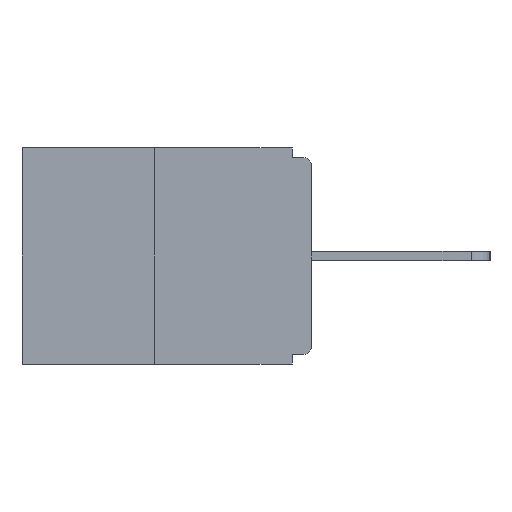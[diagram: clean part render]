
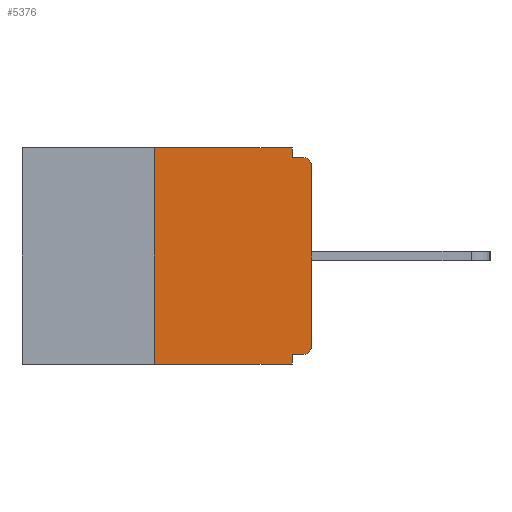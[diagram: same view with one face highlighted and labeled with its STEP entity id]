
A CAD part, left-side view. The second image highlights one B-rep face of the part: STEP entity #5376.
In plain terms, the highlighted planar face has unit normal (-1, 0, 0).
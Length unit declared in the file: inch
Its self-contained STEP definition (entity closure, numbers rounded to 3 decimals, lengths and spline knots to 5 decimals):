
#297 = DIRECTION ( 'NONE',  ( 0., 1., 0. ) ) ;
#1194 = VERTEX_POINT ( 'NONE', #3653 ) ;
#1258 = CARTESIAN_POINT ( 'NONE',  ( 0., 0.46, 0. ) ) ;
#1355 = DIRECTION ( 'NONE',  ( 0., 0., -1. ) ) ;
#1819 = DIRECTION ( 'NONE',  ( 0., 0., -1. ) ) ;
#2031 = EDGE_CURVE ( 'NONE', #15411, #5491, #3583, .T. ) ;
#2121 = CARTESIAN_POINT ( 'NONE',  ( 0., 0.46, 0. ) ) ;
#2606 = CARTESIAN_POINT ( 'NONE',  ( 0., 0., -0.03 ) ) ;
#2816 = VECTOR ( 'NONE', #16947, 39.37008 ) ;
#2884 = EDGE_CURVE ( 'NONE', #5491, #1194, #15544, .T. ) ;
#3112 = LINE ( 'NONE', #16627, #16489 ) ;
#3263 = CARTESIAN_POINT ( 'NONE',  ( 0., 0.25, -0.343 ) ) ;
#3583 = LINE ( 'NONE', #18416, #13634 ) ;
#3653 = CARTESIAN_POINT ( 'NONE',  ( 0., 0.031, -0.343 ) ) ;
#3798 = VERTEX_POINT ( 'NONE', #3263 ) ;
#3929 = DIRECTION ( 'NONE',  ( 0., 0., 1. ) ) ;
#4123 = AXIS2_PLACEMENT_3D ( 'NONE', #6717, #13082, #14671 ) ;
#4522 = ORIENTED_EDGE ( 'NONE', *, *, #11800, .F. ) ;
#4564 = VECTOR ( 'NONE', #3929, 39.37008 ) ;
#4673 = AXIS2_PLACEMENT_3D ( 'NONE', #1258, #17980, #1355 ) ;
#4904 = LINE ( 'NONE', #2121, #7690 ) ;
#4924 = EDGE_CURVE ( 'NONE', #16737, #8207, #9410, .T. ) ;
#5081 = CIRCLE ( 'NONE', #4123, 0.015 ) ;
#5376 = ADVANCED_FACE ( 'NONE', ( #19675 ), #16665, .F. ) ;
#5479 = VECTOR ( 'NONE', #18845, 39.37008 ) ;
#5491 = VERTEX_POINT ( 'NONE', #6166 ) ;
#5679 = ORIENTED_EDGE ( 'NONE', *, *, #7651, .F. ) ;
#5849 = DIRECTION ( 'NONE',  ( -1., 0., 0. ) ) ;
#5918 = AXIS2_PLACEMENT_3D ( 'NONE', #12110, #5849, #5951 ) ;
#5951 = DIRECTION ( 'NONE',  ( 0., 0., -1. ) ) ;
#6102 = ORIENTED_EDGE ( 'NONE', *, *, #4924, .T. ) ;
#6166 = CARTESIAN_POINT ( 'NONE',  ( 0., 0.031, -0.328 ) ) ;
#6717 = CARTESIAN_POINT ( 'NONE',  ( 0., 0.015, -0.313 ) ) ;
#7227 = LINE ( 'NONE', #19394, #2816 ) ;
#7603 = ORIENTED_EDGE ( 'NONE', *, *, #11877, .T. ) ;
#7651 = EDGE_CURVE ( 'NONE', #19202, #8207, #7227, .T. ) ;
#7690 = VECTOR ( 'NONE', #13844, 39.37008 ) ;
#7864 = EDGE_LOOP ( 'NONE', ( #4522, #9223, #7603, #14665, #17767, #13639, #18144, #6102, #5679, #13533 ) ) ;
#8015 = EDGE_CURVE ( 'NONE', #3798, #17999, #3112, .T. ) ;
#8207 = VERTEX_POINT ( 'NONE', #11355 ) ;
#8341 = LINE ( 'NONE', #17512, #12798 ) ;
#9100 = EDGE_CURVE ( 'NONE', #15411, #12953, #5081, .T. ) ;
#9223 = ORIENTED_EDGE ( 'NONE', *, *, #8015, .F. ) ;
#9240 = VECTOR ( 'NONE', #1819, 39.37008 ) ;
#9265 = DIRECTION ( 'NONE',  ( 0., 0., 1. ) ) ;
#9410 = CIRCLE ( 'NONE', #5918, 0.015 ) ;
#9669 = CARTESIAN_POINT ( 'NONE',  ( 0., 0.031, -0.343 ) ) ;
#11355 = CARTESIAN_POINT ( 'NONE',  ( 0., 0.015, -0.015 ) ) ;
#11463 = LINE ( 'NONE', #19238, #5479 ) ;
#11800 = EDGE_CURVE ( 'NONE', #17999, #12816, #4904, .T. ) ;
#11877 = EDGE_CURVE ( 'NONE', #3798, #1194, #11463, .T. ) ;
#12110 = CARTESIAN_POINT ( 'NONE',  ( 0., 0.015, -0.03 ) ) ;
#12302 = EDGE_CURVE ( 'NONE', #12816, #19202, #8341, .T. ) ;
#12786 = LINE ( 'NONE', #17369, #4564 ) ;
#12798 = VECTOR ( 'NONE', #19018, 39.37008 ) ;
#12816 = VERTEX_POINT ( 'NONE', #18892 ) ;
#12953 = VERTEX_POINT ( 'NONE', #19188 ) ;
#13082 = DIRECTION ( 'NONE',  ( -1., 0., 0. ) ) ;
#13236 = EDGE_CURVE ( 'NONE', #12953, #16737, #12786, .T. ) ;
#13533 = ORIENTED_EDGE ( 'NONE', *, *, #12302, .F. ) ;
#13634 = VECTOR ( 'NONE', #297, 39.37008 ) ;
#13639 = ORIENTED_EDGE ( 'NONE', *, *, #9100, .T. ) ;
#13844 = DIRECTION ( 'NONE',  ( 0., -1., 0. ) ) ;
#14665 = ORIENTED_EDGE ( 'NONE', *, *, #2884, .F. ) ;
#14671 = DIRECTION ( 'NONE',  ( 0., 0., -1. ) ) ;
#15411 = VERTEX_POINT ( 'NONE', #18841 ) ;
#15544 = LINE ( 'NONE', #9669, #9240 ) ;
#16489 = VECTOR ( 'NONE', #9265, 39.37008 ) ;
#16627 = CARTESIAN_POINT ( 'NONE',  ( 0., 0.25, 0. ) ) ;
#16665 = PLANE ( 'NONE',  #4673 ) ;
#16737 = VERTEX_POINT ( 'NONE', #2606 ) ;
#16947 = DIRECTION ( 'NONE',  ( 0., -1., 0. ) ) ;
#17369 = CARTESIAN_POINT ( 'NONE',  ( 0., 0., 0. ) ) ;
#17402 = CARTESIAN_POINT ( 'NONE',  ( 0., 0.031, -0.015 ) ) ;
#17512 = CARTESIAN_POINT ( 'NONE',  ( 0., 0.031, 0. ) ) ;
#17767 = ORIENTED_EDGE ( 'NONE', *, *, #2031, .F. ) ;
#17980 = DIRECTION ( 'NONE',  ( 1., 0., 0. ) ) ;
#17999 = VERTEX_POINT ( 'NONE', #18305 ) ;
#18144 = ORIENTED_EDGE ( 'NONE', *, *, #13236, .T. ) ;
#18305 = CARTESIAN_POINT ( 'NONE',  ( 0., 0.25, 0. ) ) ;
#18416 = CARTESIAN_POINT ( 'NONE',  ( 0., 0., -0.328 ) ) ;
#18841 = CARTESIAN_POINT ( 'NONE',  ( 0., 0.015, -0.328 ) ) ;
#18845 = DIRECTION ( 'NONE',  ( 0., -1., 0. ) ) ;
#18892 = CARTESIAN_POINT ( 'NONE',  ( 0., 0.031, 0. ) ) ;
#19018 = DIRECTION ( 'NONE',  ( 0., 0., -1. ) ) ;
#19188 = CARTESIAN_POINT ( 'NONE',  ( 0., 0., -0.313 ) ) ;
#19202 = VERTEX_POINT ( 'NONE', #17402 ) ;
#19238 = CARTESIAN_POINT ( 'NONE',  ( 0., 0.46, -0.343 ) ) ;
#19394 = CARTESIAN_POINT ( 'NONE',  ( 0., 0., -0.015 ) ) ;
#19675 = FACE_OUTER_BOUND ( 'NONE', #7864, .T. ) ;
